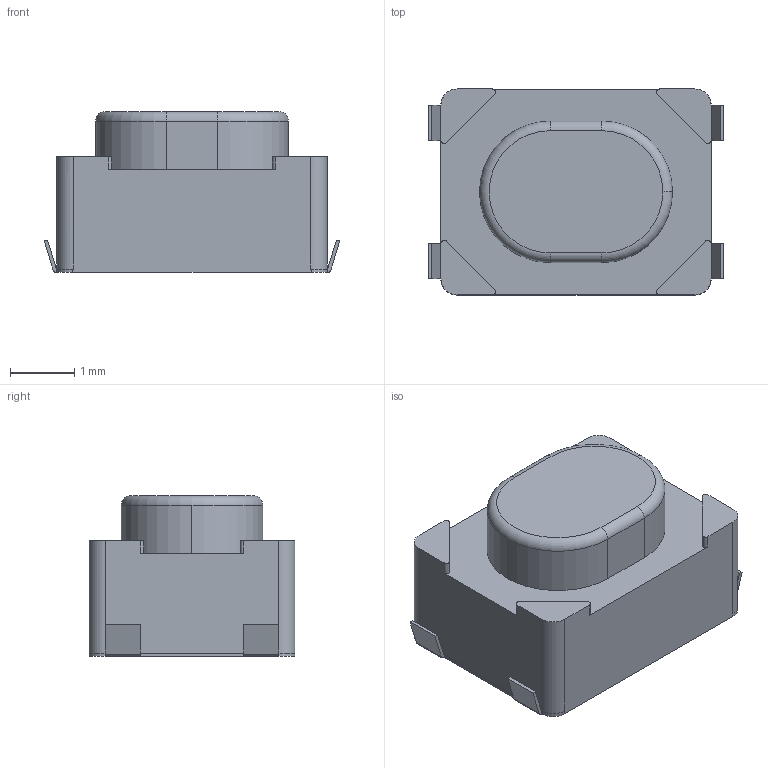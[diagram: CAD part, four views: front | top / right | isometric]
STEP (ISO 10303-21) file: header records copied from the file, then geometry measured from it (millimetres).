
FILE_DESCRIPTION (( 'STEP AP214' ), '1' );
FILE_NAME ('PTS810 SJS 250.STEP', '2023-11-07T17:26:54', ( '' ), ( '' ), 'SwSTEP 2.0', 'SolidWorks 2022', '' );
FILE_SCHEMA (( 'AUTOMOTIVE_DESIGN' ));
Length unit declared in the file: millimetre
Products named in the file (1): PTS810 SJS 250
Bounding box: 4.6 x 3.2 x 2.5 mm (x, y, z)
Volume: 26.8 mm3; surface area: 61.6 mm2
Topology: 1 solids, 1 shells, 71 faces, 200 edges, 132 vertices
Faces by surface type: plane 41, cylinder 27, torus 3
Entity records: 2833 total; most frequent: DIRECTION 406, CARTESIAN_POINT 404, ORIENTED_EDGE 400, EDGE_CURVE 200, VECTOR 138, LINE 138, AXIS2_PLACEMENT_3D 134, VERTEX_POINT 132
